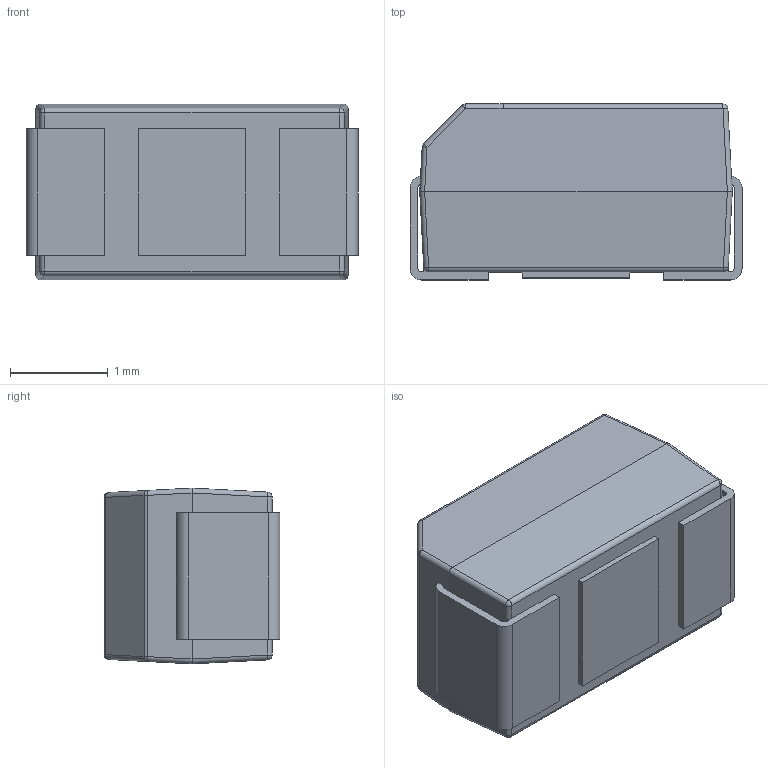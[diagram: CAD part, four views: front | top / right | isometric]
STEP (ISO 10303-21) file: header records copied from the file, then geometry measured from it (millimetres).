
FILE_DESCRIPTION (( 'STEP AP214' ), '1' );
FILE_NAME ('72A6BB8E-66B2-46D3-9F7F-5C149E0BCE83.STEP', '2023-09-02T17:11:47', ( '' ), ( '' ), 'SwSTEP 2.0', 'SolidWorks 2022', '' );
FILE_SCHEMA (( 'AUTOMOTIVE_DESIGN' ));
Length unit declared in the file: millimetre
Products named in the file (1): 72A6BB8E-66B2-46D3-9F7F-5C149E0BCE83
Bounding box: 3.4 x 1.8 x 1.8 mm (x, y, z)
Volume: 9.8 mm3; surface area: 33.4 mm2
Topology: 1 solids, 1 shells, 177 faces, 460 edges, 288 vertices
Faces by surface type: plane 116, cylinder 31, bspline 20, sphere 10
Entity records: 8375 total; most frequent: CARTESIAN_POINT 2262, ORIENTED_EDGE 904, DIRECTION 776, EDGE_CURVE 452, LINE 356, VECTOR 356, VERTEX_POINT 288, AXIS2_PLACEMENT_3D 210
